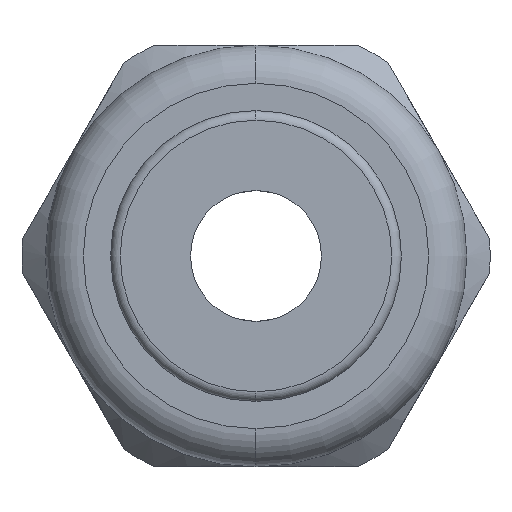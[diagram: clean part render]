
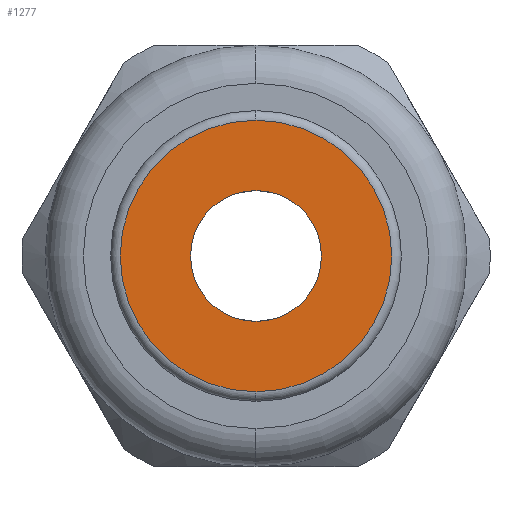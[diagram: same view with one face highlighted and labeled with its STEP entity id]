
A CAD part, left-side view. The second image highlights one B-rep face of the part: STEP entity #1277.
In plain terms, the highlighted planar face has unit normal (-1, 0, 0).
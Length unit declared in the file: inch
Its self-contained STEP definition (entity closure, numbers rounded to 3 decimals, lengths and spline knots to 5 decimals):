
#1268 = EDGE_LOOP ( 'NONE', ( #1269, #1270 ) ) ;
#1269 = ORIENTED_EDGE ( 'NONE', *, *, #1336, .F. ) ;
#1270 = ORIENTED_EDGE ( 'NONE', *, *, #1306, .F. ) ;
#1271 = ORIENTED_EDGE ( 'NONE', *, *, #1361, .T. ) ;
#1272 = EDGE_CURVE ( 'NONE', #1348, #1323, #2026, .T. ) ;
#1274 = EDGE_LOOP ( 'NONE', ( #1276, #1271 ) ) ;
#1276 = ORIENTED_EDGE ( 'NONE', *, *, #1272, .T. ) ;
#1277 = ADVANCED_FACE ( 'NONE', ( #2080, #2079 ), #2019, .T. ) ;
#1306 = EDGE_CURVE ( 'NONE', #1333, #1334, #2090, .T. ) ;
#1323 = VERTEX_POINT ( 'NONE', #2120 ) ;
#1333 = VERTEX_POINT ( 'NONE', #2170 ) ;
#1334 = VERTEX_POINT ( 'NONE', #2169 ) ;
#1336 = EDGE_CURVE ( 'NONE', #1334, #1333, #2164, .T. ) ;
#1348 = VERTEX_POINT ( 'NONE', #2206 ) ;
#1361 = EDGE_CURVE ( 'NONE', #1323, #1348, #2180, .T. ) ;
#2019 = PLANE ( 'NONE',  #2078 ) ;
#2022 = DIRECTION ( 'NONE',  ( 0., 0., -1. ) ) ;
#2023 = DIRECTION ( 'NONE',  ( 1., 0., 0. ) ) ;
#2024 = CARTESIAN_POINT ( 'NONE',  ( -1.26, 0., 0. ) ) ;
#2025 = AXIS2_PLACEMENT_3D ( 'NONE', #2024, #2023, #2022 ) ;
#2026 = CIRCLE ( 'NONE', #2025, 0.135 ) ;
#2075 = DIRECTION ( 'NONE',  ( 0., 0., 1. ) ) ;
#2076 = DIRECTION ( 'NONE',  ( -1., 0., 0. ) ) ;
#2077 = CARTESIAN_POINT ( 'NONE',  ( -1.26, 0.28, 0. ) ) ;
#2078 = AXIS2_PLACEMENT_3D ( 'NONE', #2077, #2076, #2075 ) ;
#2079 = FACE_OUTER_BOUND ( 'NONE', #1268, .T. ) ;
#2080 = FACE_BOUND ( 'NONE', #1274, .T. ) ;
#2086 = DIRECTION ( 'NONE',  ( 0., 0., -1. ) ) ;
#2087 = DIRECTION ( 'NONE',  ( 1., 0., 0. ) ) ;
#2088 = CARTESIAN_POINT ( 'NONE',  ( -1.26, 0., 0. ) ) ;
#2089 = AXIS2_PLACEMENT_3D ( 'NONE', #2088, #2087, #2086 ) ;
#2090 = CIRCLE ( 'NONE', #2089, 0.28 ) ;
#2120 = CARTESIAN_POINT ( 'NONE',  ( -1.26, 0., 0.135 ) ) ;
#2160 = DIRECTION ( 'NONE',  ( 0., 0., -1. ) ) ;
#2161 = DIRECTION ( 'NONE',  ( 1., 0., 0. ) ) ;
#2162 = CARTESIAN_POINT ( 'NONE',  ( -1.26, 0., 0. ) ) ;
#2163 = AXIS2_PLACEMENT_3D ( 'NONE', #2162, #2161, #2160 ) ;
#2164 = CIRCLE ( 'NONE', #2163, 0.28 ) ;
#2169 = CARTESIAN_POINT ( 'NONE',  ( -1.26, 0., -0.28 ) ) ;
#2170 = CARTESIAN_POINT ( 'NONE',  ( -1.26, 0., 0.28 ) ) ;
#2176 = DIRECTION ( 'NONE',  ( 0., 0., -1. ) ) ;
#2177 = DIRECTION ( 'NONE',  ( 1., 0., 0. ) ) ;
#2178 = CARTESIAN_POINT ( 'NONE',  ( -1.26, 0., 0. ) ) ;
#2179 = AXIS2_PLACEMENT_3D ( 'NONE', #2178, #2177, #2176 ) ;
#2180 = CIRCLE ( 'NONE', #2179, 0.135 ) ;
#2206 = CARTESIAN_POINT ( 'NONE',  ( -1.26, 0., -0.135 ) ) ;
